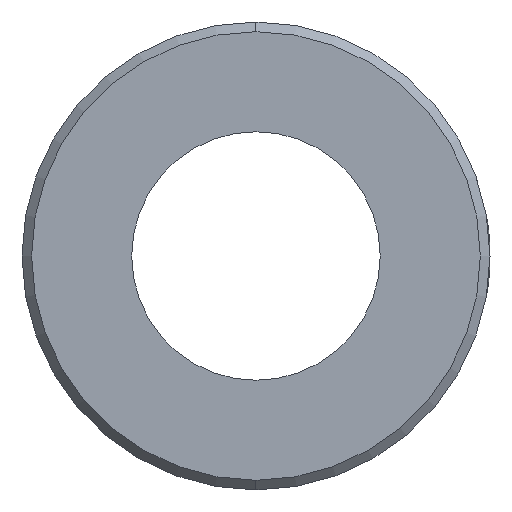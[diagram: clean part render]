
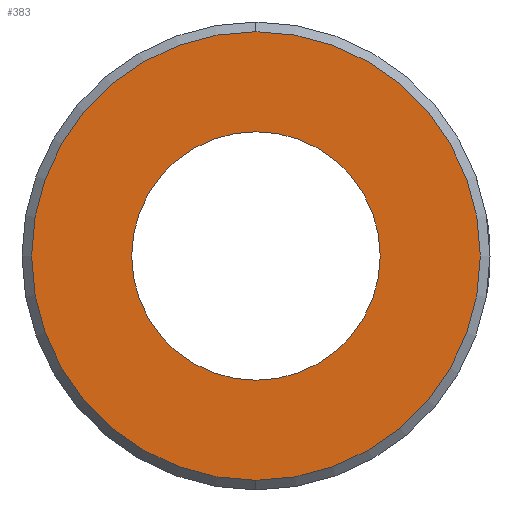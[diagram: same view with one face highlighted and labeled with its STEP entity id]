
A CAD part, front view. The second image highlights one B-rep face of the part: STEP entity #383.
In plain terms, the highlighted planar face has unit normal (0, -1, 0).
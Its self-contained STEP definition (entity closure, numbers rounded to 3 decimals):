
#26 = DIRECTION ( 'NONE',  ( 0., 0., 1. ) ) ;
#133 = DIRECTION ( 'NONE',  ( 0., 0., 1. ) ) ;
#189 = DIRECTION ( 'NONE',  ( 0., 0., 1. ) ) ;
#213 = EDGE_LOOP ( 'NONE', ( #338, #1524 ) ) ;
#270 = CARTESIAN_POINT ( 'NONE',  ( 0., -12., 16.2 ) ) ;
#338 = ORIENTED_EDGE ( 'NONE', *, *, #693, .T. ) ;
#383 = ADVANCED_FACE ( 'NONE', ( #1436, #2300 ), #1943, .F. ) ;
#424 = AXIS2_PLACEMENT_3D ( 'NONE', #848, #636, #444 ) ;
#444 = DIRECTION ( 'NONE',  ( 0., 0., 1. ) ) ;
#455 = AXIS2_PLACEMENT_3D ( 'NONE', #1438, #1640, #133 ) ;
#463 = CARTESIAN_POINT ( 'NONE',  ( 0., -12., 29.243 ) ) ;
#580 = AXIS2_PLACEMENT_3D ( 'NONE', #1621, #996, #26 ) ;
#636 = DIRECTION ( 'NONE',  ( 0., -1., 0. ) ) ;
#693 = EDGE_CURVE ( 'NONE', #1821, #1361, #1271, .T. ) ;
#698 = EDGE_LOOP ( 'NONE', ( #1667, #2448 ) ) ;
#706 = AXIS2_PLACEMENT_3D ( 'NONE', #1452, #2427, #189 ) ;
#840 = CARTESIAN_POINT ( 'NONE',  ( 0., -12., -29.243 ) ) ;
#848 = CARTESIAN_POINT ( 'NONE',  ( 0., -12., 0. ) ) ;
#869 = CARTESIAN_POINT ( 'NONE',  ( 0., -12., -16.2 ) ) ;
#990 = VERTEX_POINT ( 'NONE', #869 ) ;
#996 = DIRECTION ( 'NONE',  ( 0., 1., 0. ) ) ;
#1065 = CIRCLE ( 'NONE', #706, 29.243 ) ;
#1271 = CIRCLE ( 'NONE', #424, 29.243 ) ;
#1361 = VERTEX_POINT ( 'NONE', #840 ) ;
#1436 = FACE_OUTER_BOUND ( 'NONE', #213, .T. ) ;
#1438 = CARTESIAN_POINT ( 'NONE',  ( 0., -12., 0. ) ) ;
#1452 = CARTESIAN_POINT ( 'NONE',  ( 0., -12., 0. ) ) ;
#1462 = AXIS2_PLACEMENT_3D ( 'NONE', #1554, #2292, #1933 ) ;
#1524 = ORIENTED_EDGE ( 'NONE', *, *, #2038, .T. ) ;
#1548 = EDGE_CURVE ( 'NONE', #1859, #990, #1819, .T. ) ;
#1554 = CARTESIAN_POINT ( 'NONE',  ( 0., -12., 0. ) ) ;
#1621 = CARTESIAN_POINT ( 'NONE',  ( 0., -12., 0. ) ) ;
#1640 = DIRECTION ( 'NONE',  ( 0., 1., 0. ) ) ;
#1667 = ORIENTED_EDGE ( 'NONE', *, *, #1548, .T. ) ;
#1776 = EDGE_CURVE ( 'NONE', #990, #1859, #2007, .T. ) ;
#1819 = CIRCLE ( 'NONE', #455, 16.2 ) ;
#1821 = VERTEX_POINT ( 'NONE', #463 ) ;
#1859 = VERTEX_POINT ( 'NONE', #270 ) ;
#1933 = DIRECTION ( 'NONE',  ( 0., 0., 1. ) ) ;
#1943 = PLANE ( 'NONE',  #580 ) ;
#2007 = CIRCLE ( 'NONE', #1462, 16.2 ) ;
#2038 = EDGE_CURVE ( 'NONE', #1361, #1821, #1065, .T. ) ;
#2292 = DIRECTION ( 'NONE',  ( 0., 1., 0. ) ) ;
#2300 = FACE_BOUND ( 'NONE', #698, .T. ) ;
#2427 = DIRECTION ( 'NONE',  ( 0., -1., 0. ) ) ;
#2448 = ORIENTED_EDGE ( 'NONE', *, *, #1776, .T. ) ;
